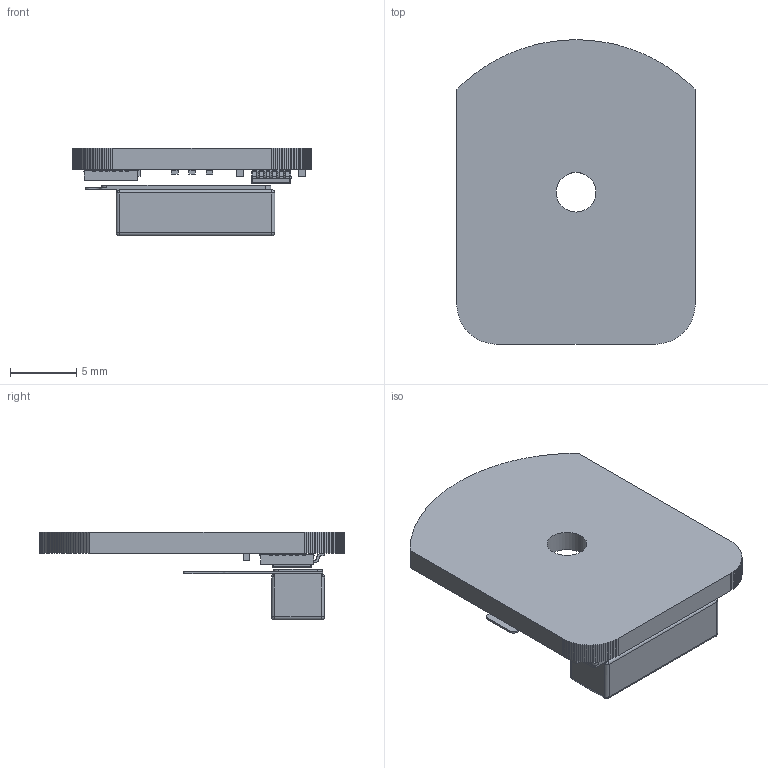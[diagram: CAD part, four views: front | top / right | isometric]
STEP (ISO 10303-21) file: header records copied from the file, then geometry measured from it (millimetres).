
FILE_DESCRIPTION(('KiCad electronic assembly'),'2;1');
FILE_NAME('BYTE_Capacitive.step','2021-09-15T12:40:52',('An Author'),( 'A Company'),'Open CASCADE STEP processor 6.9', 'KiCad to STEP converter','Unknown');
FILE_SCHEMA(('AUTOMOTIVE_DESIGN { 1 0 10303 214 1 1 1 1 }'));
Length unit declared in the file: millimetre
Products named in the file (12): Open CASCADE STEP translator 6.9 1; LRA_vibration_motor_M; SOLID; AD7147PACPZ-1500R7; COMPOUND; R_0402_1005Metric; C_0402_1005Metric; DRV2605LDGST
Assembly tree (17 placements, depth 3):
  Open CASCADE STEP translator 6.9 1
    LRA_vibration_motor_M
      SOLID
    AD7147PACPZ-1500R7
      COMPOUND
    R_0402_1005Metric  x3
      SOLID
    C_0402_1005Metric  x5
      SOLID
    DRV2605LDGST
      COMPOUND
    COMPOUND
Bounding box: 18 x 23 x 6.65 mm (x, y, z)
Volume: 821.6 mm3; surface area: 1284.2 mm2
Topology: 47 solids, 47 shells, 753 faces, 1881 edges, 1224 vertices
Faces by surface type: plane 542, cylinder 195, sphere 16
Full cylindrical faces by diameter (mm): 0.5 x1, 3 x1
Entity records: 39561 total; most frequent: CARTESIAN_POINT 8682, DIRECTION 5597, LINE 3777, VECTOR 3777, ORIENTED_EDGE 2896, PCURVE 2896, DEFINITIONAL_REPRESENTATION 2896, EDGE_CURVE 1448
